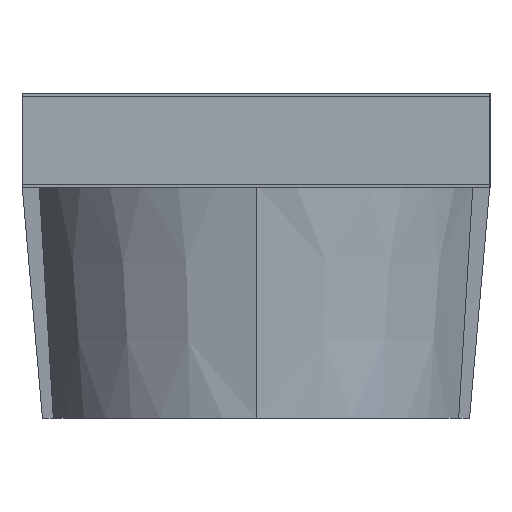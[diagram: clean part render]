
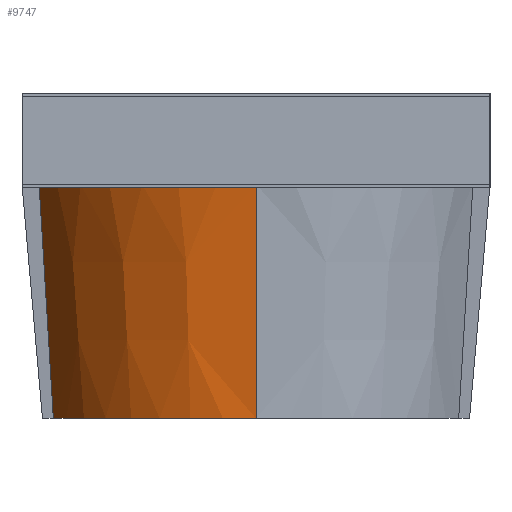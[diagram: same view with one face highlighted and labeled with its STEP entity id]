
A CAD part, left-side view. The second image highlights one B-rep face of the part: STEP entity #9747.
In plain terms, the highlighted conical face has half-angle 5 degrees and reference radius 0.8 mm.
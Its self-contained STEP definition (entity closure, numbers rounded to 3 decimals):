
#431 = CARTESIAN_POINT ( 'NONE',  ( -0.23, 0.693, -0.8 ) ) ;
#689 = EDGE_CURVE ( 'NONE', #3909, #2872, #11788, .T. ) ;
#997 = AXIS2_PLACEMENT_3D ( 'NONE', #9354, #2758, #4016 ) ;
#1441 = DIRECTION ( 'NONE',  ( -1., 0., 0. ) ) ;
#1549 = ORIENTED_EDGE ( 'NONE', *, *, #13140, .T. ) ;
#1600 = CARTESIAN_POINT ( 'NONE',  ( -0.8, 0., 0. ) ) ;
#2012 = VECTOR ( 'NONE', #8093, 1000. ) ;
#2758 = DIRECTION ( 'NONE',  ( 0., 0., -1. ) ) ;
#2872 = VERTEX_POINT ( 'NONE', #431 ) ;
#3337 = CARTESIAN_POINT ( 'NONE',  ( -0.3, 0.742, 0. ) ) ;
#3501 = EDGE_CURVE ( 'NONE', #3602, #7700, #11158, .T. ) ;
#3602 = VERTEX_POINT ( 'NONE', #1600 ) ;
#3650 = CARTESIAN_POINT ( 'NONE',  ( 0., 0., 0. ) ) ;
#3791 = CARTESIAN_POINT ( 'NONE',  ( -0.8, 0., 0. ) ) ;
#3802 = CARTESIAN_POINT ( 'NONE',  ( 0., 0., 0. ) ) ;
#3909 = VERTEX_POINT ( 'NONE', #6250 ) ;
#4016 = DIRECTION ( 'NONE',  ( -1., 0., 0. ) ) ;
#4626 = ORIENTED_EDGE ( 'NONE', *, *, #3501, .T. ) ;
#4887 = EDGE_LOOP ( 'NONE', ( #4941, #1549, #4626, #7538 ) ) ;
#4941 = ORIENTED_EDGE ( 'NONE', *, *, #689, .F. ) ;
#5898 = CONICAL_SURFACE ( 'NONE', #9723, 0.8, 0.087 ) ;
#6250 = CARTESIAN_POINT ( 'NONE',  ( -0.73, 0., -0.8 ) ) ;
#6473 = AXIS2_PLACEMENT_3D ( 'NONE', #3802, #13505, #9156 ) ;
#7341 = CARTESIAN_POINT ( 'NONE',  ( -0.277, 0.726, -0.267 ) ) ;
#7538 = ORIENTED_EDGE ( 'NONE', *, *, #10157, .F. ) ;
#7565 = CARTESIAN_POINT ( 'NONE',  ( -0.253, 0.71, -0.533 ) ) ;
#7700 = VERTEX_POINT ( 'NONE', #3337 ) ;
#8093 = DIRECTION ( 'NONE',  ( -0.087, 0., 0.996 ) ) ;
#8851 = FACE_OUTER_BOUND ( 'NONE', #4887, .T. ) ;
#9138 = DIRECTION ( 'NONE',  ( 0., 0., 1. ) ) ;
#9156 = DIRECTION ( 'NONE',  ( -1., 0., 0. ) ) ;
#9354 = CARTESIAN_POINT ( 'NONE',  ( 0., 0., -0.8 ) ) ;
#9723 = AXIS2_PLACEMENT_3D ( 'NONE', #3650, #9138, #1441 ) ;
#9747 = ADVANCED_FACE ( 'NONE', ( #8851 ), #5898, .T. ) ;
#10157 = EDGE_CURVE ( 'NONE', #2872, #7700, #11564, .T. ) ;
#10256 = LINE ( 'NONE', #3791, #2012 ) ;
#10577 = CARTESIAN_POINT ( 'NONE',  ( -0.3, 0.742, 0. ) ) ;
#11158 = CIRCLE ( 'NONE', #6473, 0.8 ) ;
#11564 = B_SPLINE_CURVE_WITH_KNOTS ( 'NONE', 3,
 ( #11747, #7565, #7341, #10577 ),
 .UNSPECIFIED., .F., .F.,
 ( 4, 4 ),
 ( 0., 0.001 ),
 .UNSPECIFIED. ) ;
#11747 = CARTESIAN_POINT ( 'NONE',  ( -0.23, 0.693, -0.8 ) ) ;
#11788 = CIRCLE ( 'NONE', #997, 0.73 ) ;
#13140 = EDGE_CURVE ( 'NONE', #3909, #3602, #10256, .T. ) ;
#13505 = DIRECTION ( 'NONE',  ( 0., 0., -1. ) ) ;
